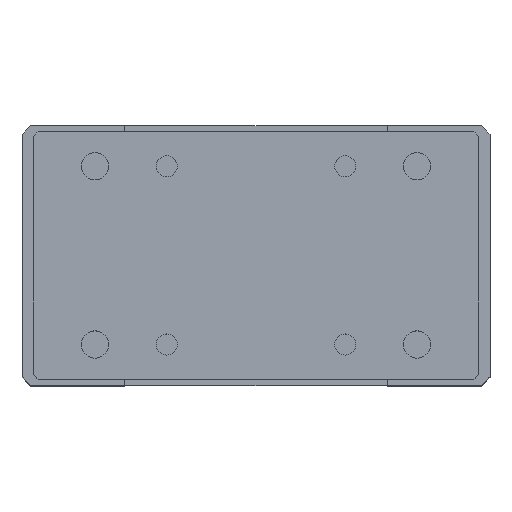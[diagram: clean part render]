
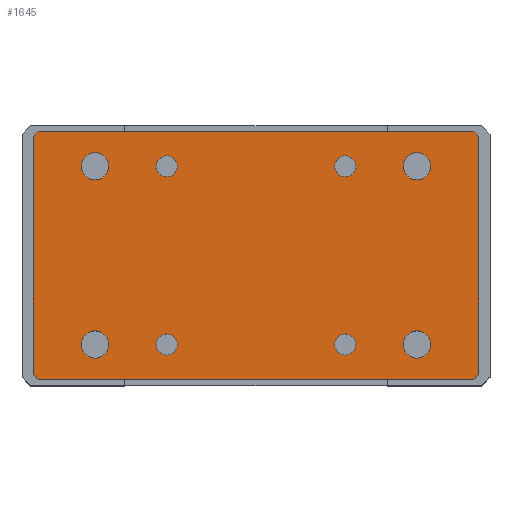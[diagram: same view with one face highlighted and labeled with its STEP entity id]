
A CAD part, top view. The second image highlights one B-rep face of the part: STEP entity #1645.
In plain terms, the highlighted face is planar.
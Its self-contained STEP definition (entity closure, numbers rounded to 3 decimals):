
#119=LINE('',#2747,#199);
#120=LINE('',#2750,#200);
#121=LINE('',#2752,#201);
#122=LINE('',#2754,#202);
#123=LINE('',#2756,#203);
#124=LINE('',#2758,#204);
#125=LINE('',#2760,#205);
#126=LINE('',#2762,#206);
#199=VECTOR('',#2266,1000.);
#200=VECTOR('',#2267,1000.);
#201=VECTOR('',#2268,1000.);
#202=VECTOR('',#2269,1000.);
#203=VECTOR('',#2270,1000.);
#204=VECTOR('',#2271,1000.);
#205=VECTOR('',#2272,1000.);
#206=VECTOR('',#2273,1000.);
#258=PLANE('',#1848);
#492=ORIENTED_EDGE('',*,*,#742,.T.);
#493=ORIENTED_EDGE('',*,*,#743,.T.);
#494=ORIENTED_EDGE('',*,*,#744,.T.);
#495=ORIENTED_EDGE('',*,*,#745,.T.);
#496=ORIENTED_EDGE('',*,*,#746,.T.);
#497=ORIENTED_EDGE('',*,*,#747,.T.);
#498=ORIENTED_EDGE('',*,*,#748,.T.);
#499=ORIENTED_EDGE('',*,*,#749,.T.);
#500=ORIENTED_EDGE('',*,*,#750,.T.);
#501=ORIENTED_EDGE('',*,*,#751,.T.);
#502=ORIENTED_EDGE('',*,*,#752,.T.);
#503=ORIENTED_EDGE('',*,*,#753,.T.);
#504=ORIENTED_EDGE('',*,*,#754,.T.);
#505=ORIENTED_EDGE('',*,*,#755,.T.);
#506=ORIENTED_EDGE('',*,*,#756,.T.);
#507=ORIENTED_EDGE('',*,*,#757,.T.);
#742=EDGE_CURVE('',#916,#916,#1035,.T.);
#743=EDGE_CURVE('',#917,#917,#1036,.T.);
#744=EDGE_CURVE('',#918,#918,#1037,.T.);
#745=EDGE_CURVE('',#919,#919,#1038,.T.);
#746=EDGE_CURVE('',#920,#920,#1039,.T.);
#747=EDGE_CURVE('',#921,#921,#1040,.T.);
#748=EDGE_CURVE('',#922,#922,#1041,.T.);
#749=EDGE_CURVE('',#923,#923,#1042,.T.);
#750=EDGE_CURVE('',#924,#925,#119,.T.);
#751=EDGE_CURVE('',#925,#926,#120,.T.);
#752=EDGE_CURVE('',#926,#927,#121,.T.);
#753=EDGE_CURVE('',#927,#928,#122,.T.);
#754=EDGE_CURVE('',#928,#929,#123,.T.);
#755=EDGE_CURVE('',#929,#930,#124,.T.);
#756=EDGE_CURVE('',#930,#931,#125,.T.);
#757=EDGE_CURVE('',#931,#924,#126,.T.);
#916=VERTEX_POINT('',#2732);
#917=VERTEX_POINT('',#2734);
#918=VERTEX_POINT('',#2736);
#919=VERTEX_POINT('',#2738);
#920=VERTEX_POINT('',#2740);
#921=VERTEX_POINT('',#2742);
#922=VERTEX_POINT('',#2744);
#923=VERTEX_POINT('',#2746);
#924=VERTEX_POINT('',#2748);
#925=VERTEX_POINT('',#2749);
#926=VERTEX_POINT('',#2751);
#927=VERTEX_POINT('',#2753);
#928=VERTEX_POINT('',#2755);
#929=VERTEX_POINT('',#2757);
#930=VERTEX_POINT('',#2759);
#931=VERTEX_POINT('',#2761);
#1035=CIRCLE('',#1849,4.25);
#1036=CIRCLE('',#1850,4.25);
#1037=CIRCLE('',#1851,4.25);
#1038=CIRCLE('',#1852,4.25);
#1039=CIRCLE('',#1853,5.5);
#1040=CIRCLE('',#1854,5.5);
#1041=CIRCLE('',#1855,5.5);
#1042=CIRCLE('',#1856,5.5);
#1209=EDGE_LOOP('',(#492));
#1210=EDGE_LOOP('',(#493));
#1211=EDGE_LOOP('',(#494));
#1212=EDGE_LOOP('',(#495));
#1213=EDGE_LOOP('',(#496));
#1214=EDGE_LOOP('',(#497));
#1215=EDGE_LOOP('',(#498));
#1216=EDGE_LOOP('',(#499));
#1217=EDGE_LOOP('',(#500,#501,#502,#503,#504,#505,#506,#507));
#1443=FACE_BOUND('',#1209,.T.);
#1444=FACE_BOUND('',#1210,.T.);
#1445=FACE_BOUND('',#1211,.T.);
#1446=FACE_BOUND('',#1212,.T.);
#1447=FACE_BOUND('',#1213,.T.);
#1448=FACE_BOUND('',#1214,.T.);
#1449=FACE_BOUND('',#1215,.T.);
#1450=FACE_BOUND('',#1216,.T.);
#1451=FACE_BOUND('',#1217,.T.);
#1645=ADVANCED_FACE('',(#1443,#1444,#1445,#1446,#1447,#1448,#1449,#1450,
#1451),#258,.F.);
#1848=AXIS2_PLACEMENT_3D('',#2730,#2248,#2249);
#1849=AXIS2_PLACEMENT_3D('',#2731,#2250,#2251);
#1850=AXIS2_PLACEMENT_3D('',#2733,#2252,#2253);
#1851=AXIS2_PLACEMENT_3D('',#2735,#2254,#2255);
#1852=AXIS2_PLACEMENT_3D('',#2737,#2256,#2257);
#1853=AXIS2_PLACEMENT_3D('',#2739,#2258,#2259);
#1854=AXIS2_PLACEMENT_3D('',#2741,#2260,#2261);
#1855=AXIS2_PLACEMENT_3D('',#2743,#2262,#2263);
#1856=AXIS2_PLACEMENT_3D('',#2745,#2264,#2265);
#2248=DIRECTION('',(0.,0.,1.));
#2249=DIRECTION('',(1.,0.,0.));
#2250=DIRECTION('',(0.,0.,1.));
#2251=DIRECTION('',(-1.,0.,0.));
#2252=DIRECTION('',(0.,0.,1.));
#2253=DIRECTION('',(-1.,0.,0.));
#2254=DIRECTION('',(0.,0.,1.));
#2255=DIRECTION('',(-1.,0.,0.));
#2256=DIRECTION('',(0.,0.,1.));
#2257=DIRECTION('',(-1.,0.,0.));
#2258=DIRECTION('',(0.,0.,1.));
#2259=DIRECTION('',(1.,0.,0.));
#2260=DIRECTION('',(0.,0.,1.));
#2261=DIRECTION('',(1.,0.,0.));
#2262=DIRECTION('',(0.,0.,1.));
#2263=DIRECTION('',(1.,0.,0.));
#2264=DIRECTION('',(0.,0.,1.));
#2265=DIRECTION('',(1.,0.,0.));
#2266=DIRECTION('',(0.707,0.707,0.));
#2267=DIRECTION('',(1.,0.,0.));
#2268=DIRECTION('',(0.707,-0.707,0.));
#2269=DIRECTION('',(0.,-1.,0.));
#2270=DIRECTION('',(-0.707,-0.707,0.));
#2271=DIRECTION('',(-1.,0.,0.));
#2272=DIRECTION('',(-0.707,0.707,0.));
#2273=DIRECTION('',(0.,1.,0.));
#2730=CARTESIAN_POINT('',(0.,0.,0.));
#2731=CARTESIAN_POINT('',(-36.,36.,0.));
#2732=CARTESIAN_POINT('',(-40.25,36.,0.));
#2733=CARTESIAN_POINT('',(-36.,-36.,0.));
#2734=CARTESIAN_POINT('',(-40.25,-36.,0.));
#2735=CARTESIAN_POINT('',(36.,-36.,0.));
#2736=CARTESIAN_POINT('',(31.75,-36.,0.));
#2737=CARTESIAN_POINT('',(36.,36.,0.));
#2738=CARTESIAN_POINT('',(31.75,36.,0.));
#2739=CARTESIAN_POINT('',(65.,36.,0.));
#2740=CARTESIAN_POINT('',(70.5,36.,0.));
#2741=CARTESIAN_POINT('',(-65.,-36.,0.));
#2742=CARTESIAN_POINT('',(-59.5,-36.,0.));
#2743=CARTESIAN_POINT('',(-65.,36.,0.));
#2744=CARTESIAN_POINT('',(-59.5,36.,0.));
#2745=CARTESIAN_POINT('',(65.,-36.,0.));
#2746=CARTESIAN_POINT('',(70.5,-36.,0.));
#2747=CARTESIAN_POINT('',(-90.,48.,0.));
#2748=CARTESIAN_POINT('',(-90.,48.,0.));
#2749=CARTESIAN_POINT('',(-88.,50.,0.));
#2750=CARTESIAN_POINT('',(-88.,50.,0.));
#2751=CARTESIAN_POINT('',(88.,50.,0.));
#2752=CARTESIAN_POINT('',(88.,50.,0.));
#2753=CARTESIAN_POINT('',(90.,48.,0.));
#2754=CARTESIAN_POINT('',(90.,48.,0.));
#2755=CARTESIAN_POINT('',(90.,-48.,0.));
#2756=CARTESIAN_POINT('',(90.,-48.,0.));
#2757=CARTESIAN_POINT('',(88.,-50.,0.));
#2758=CARTESIAN_POINT('',(88.,-50.,0.));
#2759=CARTESIAN_POINT('',(-88.,-50.,0.));
#2760=CARTESIAN_POINT('',(-88.,-50.,0.));
#2761=CARTESIAN_POINT('',(-90.,-48.,0.));
#2762=CARTESIAN_POINT('',(-90.,-48.,0.));
